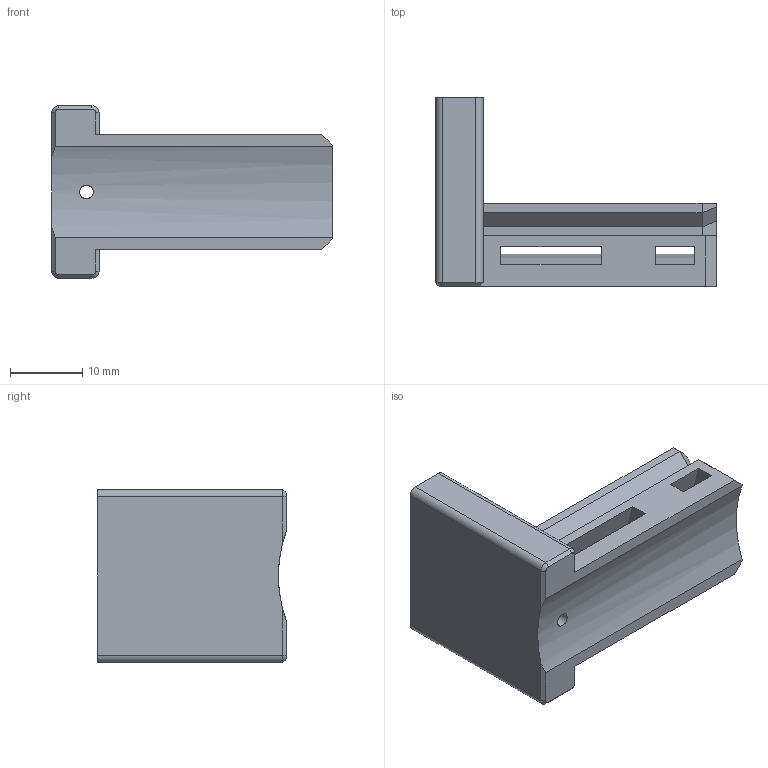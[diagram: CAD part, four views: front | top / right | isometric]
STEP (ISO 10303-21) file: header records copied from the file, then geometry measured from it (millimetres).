
FILE_DESCRIPTION(/* description */ (''),/* implementation_level */ '2;1');
FILE_NAME(/* name */ 'OBS-Display-A-005_Kabelbinder_Schiene_v0.1.1.stp',/* time_stamp */ '2021-06-07T19:32:10+02:00',/* author */ ('hpcthobs'),/* organization */ (''),/* preprocessor_version */ 'ST-DEVELOPER v18.1',/* originating_system */ 'Autodesk Inventor 2021',/* authorisation */ '');
FILE_SCHEMA (('AUTOMOTIVE_DESIGN { 1 0 10303 214 3 1 1 }'));
Length unit declared in the file: millimetre
Products named in the file (1): OBS-Display-A-005_Kabelbinder_Schiene_v0.1.1
Bounding box: 39 x 26.2 x 24 mm (x, y, z)
Volume: 7797.9 mm3; surface area: 5173.5 mm2
Topology: 1 solids, 1 shells, 58 faces, 169 edges, 127 vertices
Faces by surface type: plane 44, cylinder 10, cone 4
Full cylindrical faces by diameter (mm): 1.9 x1
Entity records: 1963 total; most frequent: CARTESIAN_POINT 377, ORIENTED_EDGE 310, DIRECTION 300, EDGE_CURVE 155, LINE 128, VECTOR 128, VERTEX_POINT 99, AXIS2_PLACEMENT_3D 86
